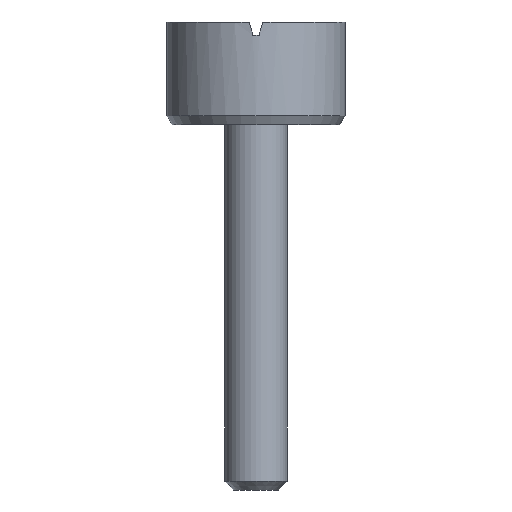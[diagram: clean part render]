
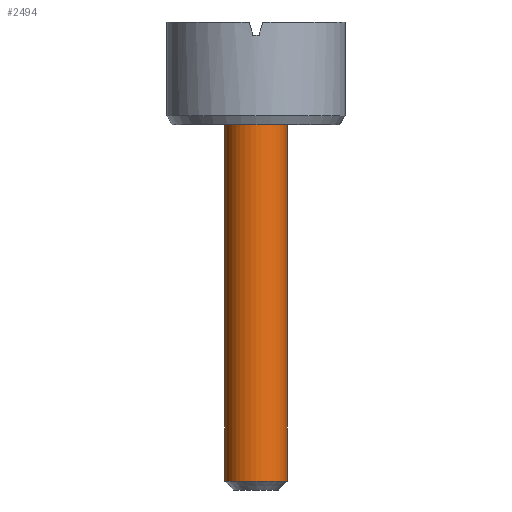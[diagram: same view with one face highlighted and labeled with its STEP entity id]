
A CAD part, front view. The second image highlights one B-rep face of the part: STEP entity #2494.
In plain terms, the highlighted cylindrical face has radius 0.7 mm (diameter 1.4 mm), a full revolution.
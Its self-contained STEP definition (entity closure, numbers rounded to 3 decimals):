
#18=CYLINDRICAL_SURFACE('',#2591,0.7);
#30=CIRCLE('',#2590,0.7);
#31=CIRCLE('',#2592,0.7);
#398=FACE_OUTER_BOUND('',#544,.T.);
#544=EDGE_LOOP('',(#2287,#2288,#2289,#2290));
#752=LINE('',#4631,#957);
#957=VECTOR('',#2946,0.7);
#1200=VERTEX_POINT('',#4625);
#1201=VERTEX_POINT('',#4629);
#1564=EDGE_CURVE('',#1200,#1200,#30,.T.);
#1566=EDGE_CURVE('',#1201,#1201,#31,.T.);
#1567=EDGE_CURVE('',#1201,#1200,#752,.T.);
#2287=ORIENTED_EDGE('',*,*,#1566,.F.);
#2288=ORIENTED_EDGE('',*,*,#1567,.T.);
#2289=ORIENTED_EDGE('',*,*,#1564,.T.);
#2290=ORIENTED_EDGE('',*,*,#1567,.F.);
#2494=ADVANCED_FACE('',(#398),#18,.T.);
#2590=AXIS2_PLACEMENT_3D('',#4626,#2939,#2940);
#2591=AXIS2_PLACEMENT_3D('',#4628,#2942,#2943);
#2592=AXIS2_PLACEMENT_3D('',#4630,#2944,#2945);
#2939=DIRECTION('center_axis',(0.,0.,1.));
#2940=DIRECTION('ref_axis',(0.,-1.,0.));
#2942=DIRECTION('center_axis',(0.,0.,1.));
#2943=DIRECTION('ref_axis',(0.,-1.,0.));
#2944=DIRECTION('center_axis',(0.,0.,1.));
#2945=DIRECTION('ref_axis',(0.,-1.,0.));
#2946=DIRECTION('',(0.,0.,-1.));
#4625=CARTESIAN_POINT('',(0.,0.7,-8.));
#4626=CARTESIAN_POINT('Origin',(0.,0.,-8.));
#4628=CARTESIAN_POINT('Origin',(0.,0.,-4.));
#4629=CARTESIAN_POINT('',(0.,0.7,0.));
#4630=CARTESIAN_POINT('Origin',(0.,0.,0.));
#4631=CARTESIAN_POINT('',(0.,0.7,-4.));
